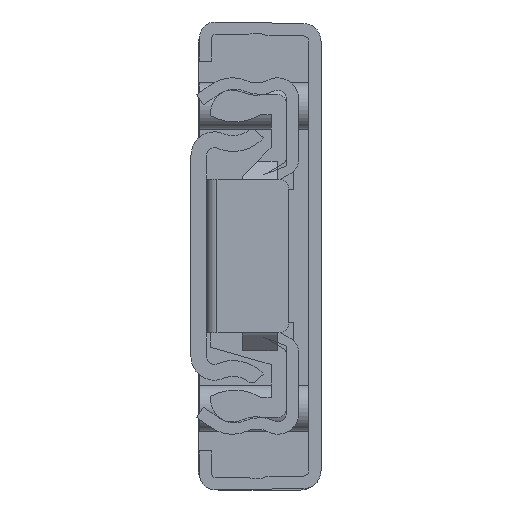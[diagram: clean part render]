
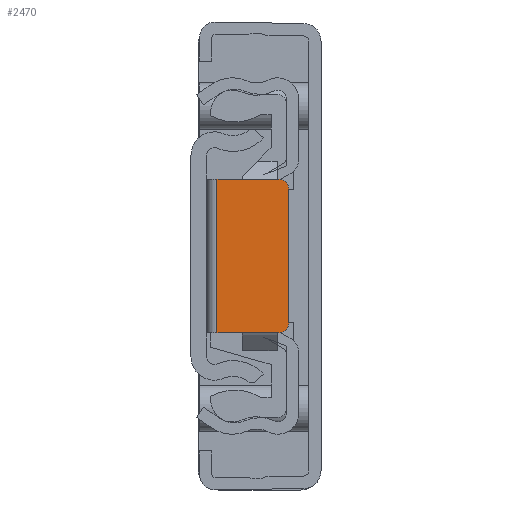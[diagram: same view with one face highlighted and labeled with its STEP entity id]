
A CAD part, left-side view. The second image highlights one B-rep face of the part: STEP entity #2470.
In plain terms, the highlighted face is planar.
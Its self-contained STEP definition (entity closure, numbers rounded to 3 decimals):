
#107 = CARTESIAN_POINT ( 'NONE',  ( -7.5, -9.541, -1.5 ) ) ;
#1056 = ORIENTED_EDGE ( 'NONE', *, *, #9011, .T. ) ;
#1337 = VERTEX_POINT ( 'NONE', #3684 ) ;
#1384 = VECTOR ( 'NONE', #8386, 1000. ) ;
#1568 = VECTOR ( 'NONE', #2636, 1000. ) ;
#1670 = CIRCLE ( 'NONE', #4534, 1. ) ;
#1849 = ORIENTED_EDGE ( 'NONE', *, *, #4363, .T. ) ;
#2254 = ORIENTED_EDGE ( 'NONE', *, *, #7556, .F. ) ;
#2291 = DIRECTION ( 'NONE',  ( 0., 1., 0. ) ) ;
#2470 = ADVANCED_FACE ( 'NONE', ( #4310 ), #8710, .F. ) ;
#2636 = DIRECTION ( 'NONE',  ( 1., 0., 0. ) ) ;
#2687 = DIRECTION ( 'NONE',  ( 0., 0., 1. ) ) ;
#2696 = LINE ( 'NONE', #6099, #1568 ) ;
#2847 = AXIS2_PLACEMENT_3D ( 'NONE', #3603, #10630, #8735 ) ;
#3507 = ORIENTED_EDGE ( 'NONE', *, *, #9113, .F. ) ;
#3603 = CARTESIAN_POINT ( 'NONE',  ( 6.5, -8.541, -1.5 ) ) ;
#3684 = CARTESIAN_POINT ( 'NONE',  ( 7.5, -2.541, -1.5 ) ) ;
#3692 = EDGE_CURVE ( 'NONE', #6253, #7090, #6174, .T. ) ;
#3710 = ORIENTED_EDGE ( 'NONE', *, *, #3692, .T. ) ;
#4003 = VECTOR ( 'NONE', #2291, 1000. ) ;
#4061 = DIRECTION ( 'NONE',  ( 1., 0., 0. ) ) ;
#4310 = FACE_OUTER_BOUND ( 'NONE', #7150, .T. ) ;
#4363 = EDGE_CURVE ( 'NONE', #7643, #10791, #4983, .T. ) ;
#4534 = AXIS2_PLACEMENT_3D ( 'NONE', #9982, #10038, #4061 ) ;
#4744 = CARTESIAN_POINT ( 'NONE',  ( 6.5, -9.541, -1.5 ) ) ;
#4983 = CIRCLE ( 'NONE', #2847, 1. ) ;
#4989 = CARTESIAN_POINT ( 'NONE',  ( 7.5, -2.541, -1.5 ) ) ;
#5063 = ORIENTED_EDGE ( 'NONE', *, *, #6906, .T. ) ;
#5317 = CARTESIAN_POINT ( 'NONE',  ( -7.5, -8.541, -1.5 ) ) ;
#5566 = VECTOR ( 'NONE', #8638, 1000. ) ;
#6099 = CARTESIAN_POINT ( 'NONE',  ( -7.5, -9.541, -1.5 ) ) ;
#6174 = LINE ( 'NONE', #6963, #5566 ) ;
#6253 = VERTEX_POINT ( 'NONE', #5317 ) ;
#6433 = CARTESIAN_POINT ( 'NONE',  ( 7.5, -8.541, -1.5 ) ) ;
#6754 = AXIS2_PLACEMENT_3D ( 'NONE', #107, #2687, #10330 ) ;
#6906 = EDGE_CURVE ( 'NONE', #8806, #6253, #1670, .T. ) ;
#6963 = CARTESIAN_POINT ( 'NONE',  ( -7.5, -9.541, -1.5 ) ) ;
#7090 = VERTEX_POINT ( 'NONE', #8891 ) ;
#7111 = CARTESIAN_POINT ( 'NONE',  ( -6.5, -9.541, -1.5 ) ) ;
#7150 = EDGE_LOOP ( 'NONE', ( #2254, #1849, #3507, #5063, #3710, #1056 ) ) ;
#7556 = EDGE_CURVE ( 'NONE', #7643, #1337, #8265, .T. ) ;
#7643 = VERTEX_POINT ( 'NONE', #6433 ) ;
#8265 = LINE ( 'NONE', #10785, #4003 ) ;
#8386 = DIRECTION ( 'NONE',  ( 1., 0., 0. ) ) ;
#8638 = DIRECTION ( 'NONE',  ( 0., 1., 0. ) ) ;
#8710 = PLANE ( 'NONE',  #6754 ) ;
#8735 = DIRECTION ( 'NONE',  ( 1., 0., 0. ) ) ;
#8806 = VERTEX_POINT ( 'NONE', #7111 ) ;
#8891 = CARTESIAN_POINT ( 'NONE',  ( -7.5, -2.541, -1.5 ) ) ;
#9011 = EDGE_CURVE ( 'NONE', #7090, #1337, #10066, .T. ) ;
#9113 = EDGE_CURVE ( 'NONE', #8806, #10791, #2696, .T. ) ;
#9982 = CARTESIAN_POINT ( 'NONE',  ( -6.5, -8.541, -1.5 ) ) ;
#10038 = DIRECTION ( 'NONE',  ( 0., 0., -1. ) ) ;
#10066 = LINE ( 'NONE', #4989, #1384 ) ;
#10330 = DIRECTION ( 'NONE',  ( 1., 0., 0. ) ) ;
#10630 = DIRECTION ( 'NONE',  ( 0., 0., -1. ) ) ;
#10785 = CARTESIAN_POINT ( 'NONE',  ( 7.5, -9.541, -1.5 ) ) ;
#10791 = VERTEX_POINT ( 'NONE', #4744 ) ;
